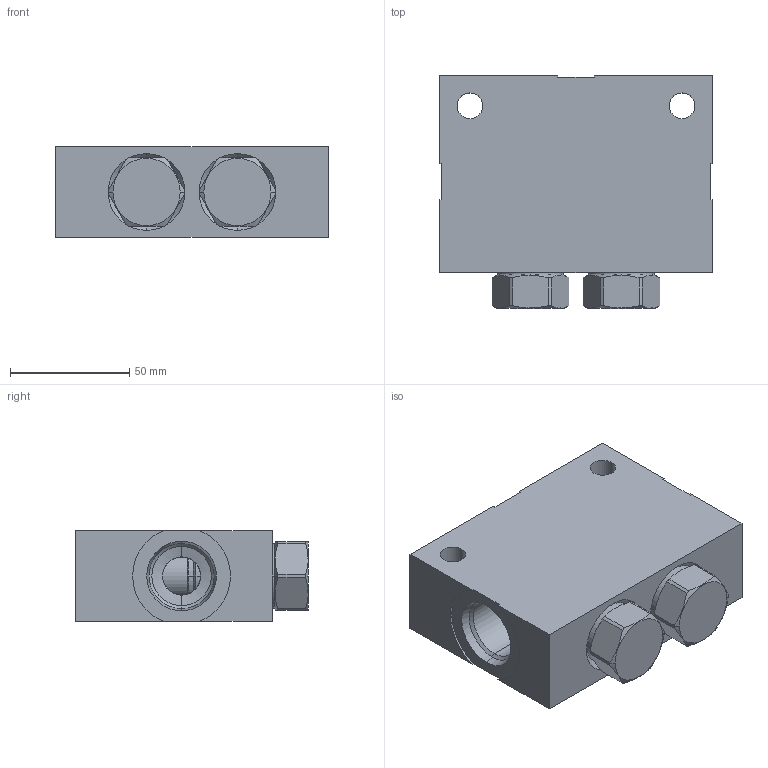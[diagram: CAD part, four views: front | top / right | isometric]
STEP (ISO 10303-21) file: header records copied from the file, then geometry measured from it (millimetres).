
FILE_DESCRIPTION((''),'2;1');
FILE_NAME('YDEPXCNAL_ASM','2019-09-19T',('ProEService'),(''),'PRO/ENGINEER BY PARAMETRIC TECHNOLOGY CORPORATION, 2014200','PRO/ENGINEER BY PARAMETRIC TECHNOLOGY CORPORATION, 2014200','');
FILE_SCHEMA(('CONFIG_CONTROL_DESIGN'));
Length unit declared in the file: inch
Products named in the file (4): 150-034-002; COFAXEN; CXEEXCN; YDEPXCNAL_ASM
Assembly tree (3 placements, depth 2):
  YDEPXCNAL_ASM
    150-034-002
    COFAXEN
    CXEEXCN
Bounding box: 114.3 x 97.64 x 38.1 mm (x, y, z)
Volume: 318429.7 mm3; surface area: 70819.9 mm2
Topology: 9 solids, 10 shells, 424 faces, 1278 edges, 993 vertices
Faces by surface type: cylinder 176, cone 98, plane 86, torus 36, revolution 24, sphere 4
Entity records: 16780 total; most frequent: CARTESIAN_POINT 5377, DIRECTION 2438, ORIENTED_EDGE 1966, EDGE_CURVE 983, AXIS2_PLACEMENT_3D 892, VECTOR 630, LINE 630, VERTEX_POINT 601
